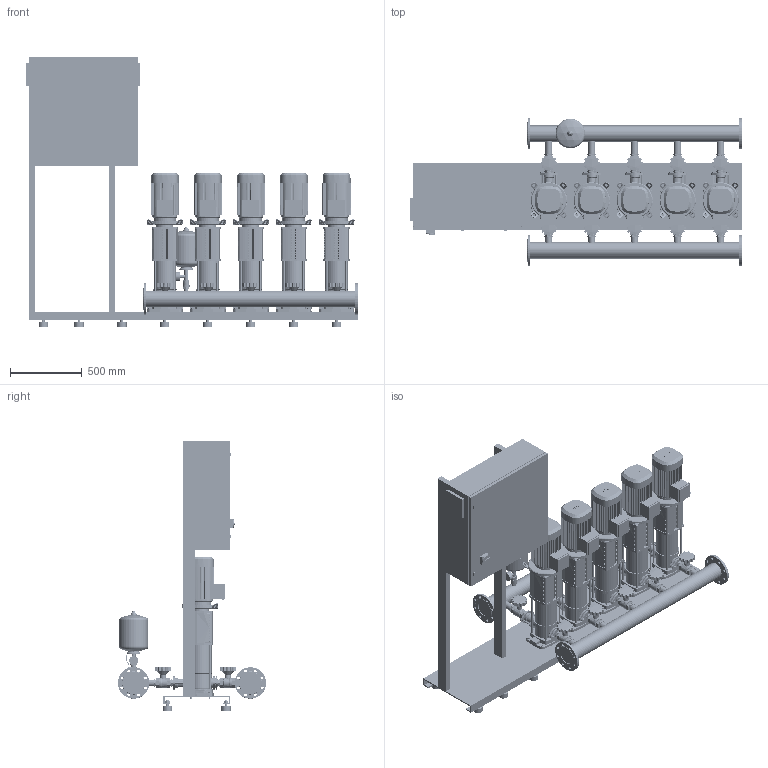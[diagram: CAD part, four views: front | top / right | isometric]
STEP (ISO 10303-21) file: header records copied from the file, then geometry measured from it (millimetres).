
FILE_DESCRIPTION((''),'2;1');
FILE_NAME('3d_COR-5HELIXV1605_K_CC-01-2532288.stp','2016-01-22T13:03:39',(''),(''),'Mechanical Desktop 2009','Mechanical Desktop 2009',', , ');
FILE_SCHEMA(('CONFIG_CONTROL_DESIGN'));
Length unit declared in the file: millimetre
Products named in the file (1): Product
Bounding box: 2320 x 1036 x 1885 mm (x, y, z)
Volume: 343038306.9 mm3; surface area: 17957118.7 mm2
Topology: 250 solids, 250 shells, 8631 faces, 22587 edges, 14785 vertices
Faces by surface type: plane 3624, bspline 2227, cylinder 2206, cone 398, torus 144, sphere 32
Entity records: 284594 total; most frequent: CARTESIAN_POINT 72376, ORIENTED_EDGE 45118, DIRECTION 41451, EDGE_CURVE 22559, VERTEX_POINT 14780, VECTOR 14291, LINE 14291, AXIS2_PLACEMENT_3D 13580
